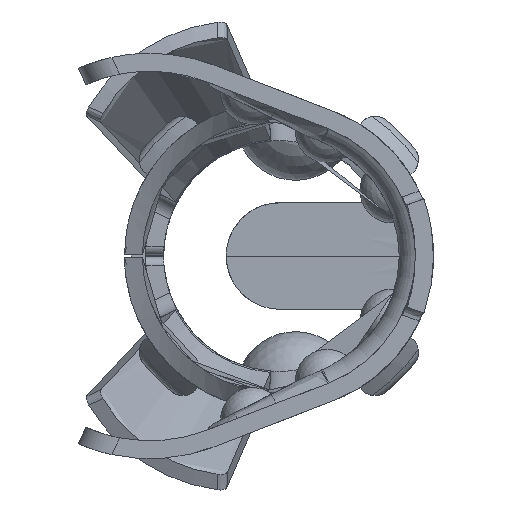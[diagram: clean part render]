
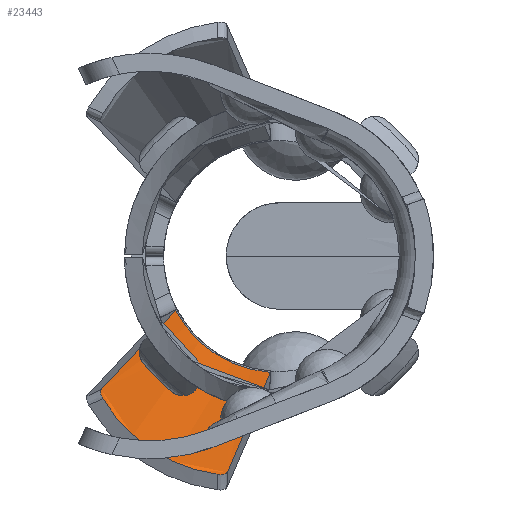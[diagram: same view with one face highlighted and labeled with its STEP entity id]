
A CAD part, left-side view. The second image highlights one B-rep face of the part: STEP entity #23443.
In plain terms, the highlighted free-form (B-spline) face has degree [3, 1] with [10, 2] control points.
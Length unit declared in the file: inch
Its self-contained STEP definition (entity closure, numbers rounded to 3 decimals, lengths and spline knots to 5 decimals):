
#350 = CARTESIAN_POINT ( 'NONE',  ( -0.33859, 0.11464, -0.06012 ) ) ;
#589 = CARTESIAN_POINT ( 'NONE',  ( -0.63, 0.16503, -0.19685 ) ) ;
#2119 = CARTESIAN_POINT ( 'NONE',  ( -0.33859, 0.11464, -0.06012 ) ) ;
#2166 = CARTESIAN_POINT ( 'NONE',  ( -0.63, 0.06764, -0.24233 ) ) ;
#2226 = B_SPLINE_SURFACE_WITH_KNOTS ( 'NONE', 3, 1, ( 
 ( #29528, #5777 ),
 ( #16338, #26917 ),
 ( #3173, #13749 ),
 ( #24312, #589 ),
 ( #11146, #21706 ),
 ( #32267, #8546 ),
 ( #19099, #29694 ),
 ( #5940, #16506 ),
 ( #27077, #3335 ),
 ( #13907, #24477 ) ),
 .UNSPECIFIED., .F., .F., .F.,
 ( 4, 2, 2, 2, 4 ),
 ( 2, 2 ),
 ( 0., 0.25, 0.5, 0.75, 1. ),
 ( 0., 1. ),
 .UNSPECIFIED. ) ;
#2930 = CARTESIAN_POINT ( 'NONE',  ( -0.33882, 0.08858, -0.09531 ) ) ;
#2971 = CARTESIAN_POINT ( 'NONE',  ( -0.6218, 0.19748, -0.14808 ) ) ;
#3010 = DIRECTION ( 'NONE',  ( -0.92, 0.155, -0.361 ) ) ;
#3173 = CARTESIAN_POINT ( 'NONE',  ( -0.335, 0.10267, -0.07722 ) ) ;
#3335 = CARTESIAN_POINT ( 'NONE',  ( -0.63, 0.07269, -0.24214 ) ) ;
#3662 = EDGE_LOOP ( 'NONE', ( #15663, #30864, #15598, #14535, #14175, #12749 ) ) ;
#4115 = EDGE_CURVE ( 'NONE', #24841, #13067, #23943, .T. ) ;
#4544 = CARTESIAN_POINT ( 'NONE',  ( -0.63, 0.19668, -0.15637 ) ) ;
#5184 = CARTESIAN_POINT ( 'NONE',  ( -0.4825, 0.15673, -0.10482 ) ) ;
#5341 = B_SPLINE_CURVE_WITH_KNOTS ( 'NONE', 3,
 ( #8140, #18697, #29278, #5534, #16093, #26672, #2930, #13506, #24072, #350 ),
 .UNSPECIFIED., .F., .F.,
 ( 4, 2, 2, 2, 4 ),
 ( 0., 0.00084, 0.00168, 0.00252, 0.00336 ),
 .UNSPECIFIED. ) ;
#5534 = CARTESIAN_POINT ( 'NONE',  ( -0.33882, 0.05198, -0.11927 ) ) ;
#5777 = CARTESIAN_POINT ( 'NONE',  ( -0.63, 0.19988, -0.15063 ) ) ;
#5940 = CARTESIAN_POINT ( 'NONE',  ( -0.335, 0.03, -0.12492 ) ) ;
#6013 = VECTOR ( 'NONE', #3010, 39.37008 ) ;
#6080 = DIRECTION ( 'NONE',  ( 0., 0., -1. ) ) ;
#6768 = CARTESIAN_POINT ( 'NONE',  ( -0.6218, 0.05728, -0.2401 ) ) ;
#7139 = CARTESIAN_POINT ( 'NONE',  ( -0.62407, 0.19814, -0.14879 ) ) ;
#7334 = AXIS2_PLACEMENT_3D ( 'NONE', #19242, #29835, #6080 ) ;
#8140 = CARTESIAN_POINT ( 'NONE',  ( -0.33859, 0.00953, -0.1291 ) ) ;
#8546 = CARTESIAN_POINT ( 'NONE',  ( -0.63, 0.12851, -0.22313 ) ) ;
#9363 = CARTESIAN_POINT ( 'NONE',  ( -0.62916, 0.06275, -0.24259 ) ) ;
#10064 = VECTOR ( 'NONE', #15750, 39.37008 ) ;
#10539 = EDGE_CURVE ( 'NONE', #17731, #14147, #16176, .T. ) ;
#10600 = CARTESIAN_POINT ( 'NONE',  ( -0.63, 0.1954, -0.15848 ) ) ;
#10957 = CARTESIAN_POINT ( 'NONE',  ( -0.33859, 0.00953, -0.1291 ) ) ;
#11146 = CARTESIAN_POINT ( 'NONE',  ( -0.335, 0.07955, -0.1009 ) ) ;
#11554 = VERTEX_POINT ( 'NONE', #2119 ) ;
#11715 = B_SPLINE_CURVE_WITH_KNOTS ( 'NONE', 3,
 ( #30878, #7139, #17699, #28271, #4544, #15115 ),
 .UNSPECIFIED., .F., .F.,
 ( 4, 2, 4 ),
 ( 0., 0.00019, 0.00037 ),
 .UNSPECIFIED. ) ;
#12749 = ORIENTED_EDGE ( 'NONE', *, *, #33740, .T. ) ;
#13067 = VERTEX_POINT ( 'NONE', #2166 ) ;
#13506 = CARTESIAN_POINT ( 'NONE',  ( -0.33873, 0.10325, -0.07905 ) ) ;
#13749 = CARTESIAN_POINT ( 'NONE',  ( -0.63, 0.18486, -0.17502 ) ) ;
#13907 = CARTESIAN_POINT ( 'NONE',  ( -0.335, 0.00893, -0.12769 ) ) ;
#14147 = VERTEX_POINT ( 'NONE', #20653 ) ;
#14175 = ORIENTED_EDGE ( 'NONE', *, *, #4115, .T. ) ;
#14535 = ORIENTED_EDGE ( 'NONE', *, *, #30827, .T. ) ;
#15115 = CARTESIAN_POINT ( 'NONE',  ( -0.63, 0.1954, -0.15848 ) ) ;
#15598 = ORIENTED_EDGE ( 'NONE', *, *, #20608, .T. ) ;
#15663 = ORIENTED_EDGE ( 'NONE', *, *, #10539, .F. ) ;
#15750 = DIRECTION ( 'NONE',  ( -0.92, 0.269, -0.286 ) ) ;
#16093 = CARTESIAN_POINT ( 'NONE',  ( -0.33883, 0.06175, -0.11456 ) ) ;
#16176 = LINE ( 'NONE', #26756, #6013 ) ;
#16338 = CARTESIAN_POINT ( 'NONE',  ( -0.335, 0.10878, -0.06826 ) ) ;
#16506 = CARTESIAN_POINT ( 'NONE',  ( -0.63, 0.08701, -0.23923 ) ) ;
#17699 = CARTESIAN_POINT ( 'NONE',  ( -0.62618, 0.19832, -0.15028 ) ) ;
#17731 = VERTEX_POINT ( 'NONE', #10957 ) ;
#18697 = CARTESIAN_POINT ( 'NONE',  ( -0.33868, 0.02053, -0.12836 ) ) ;
#18938 = FACE_OUTER_BOUND ( 'NONE', #3662, .T. ) ;
#19099 = CARTESIAN_POINT ( 'NONE',  ( -0.335, 0.05079, -0.118 ) ) ;
#19242 = CARTESIAN_POINT ( 'NONE',  ( -0.63, 0.04392, -0.06693 ) ) ;
#19929 = CARTESIAN_POINT ( 'NONE',  ( -0.62618, 0.05896, -0.24174 ) ) ;
#20608 = EDGE_CURVE ( 'NONE', #11554, #21660, #28919, .T. ) ;
#20649 = EDGE_CURVE ( 'NONE', #17731, #11554, #5341, .T. ) ;
#20653 = CARTESIAN_POINT ( 'NONE',  ( -0.6218, 0.05728, -0.2401 ) ) ;
#21660 = VERTEX_POINT ( 'NONE', #2971 ) ;
#21706 = CARTESIAN_POINT ( 'NONE',  ( -0.63, 0.15356, -0.20668 ) ) ;
#22548 = CARTESIAN_POINT ( 'NONE',  ( -0.63, 0.06764, -0.24233 ) ) ;
#23443 = ADVANCED_FACE ( 'NONE', ( #18938 ), #2226, .F. ) ;
#23943 = CIRCLE ( 'NONE', #7334, 0.177 ) ;
#24072 = CARTESIAN_POINT ( 'NONE',  ( -0.33868, 0.10959, -0.06991 ) ) ;
#24312 = CARTESIAN_POINT ( 'NONE',  ( -0.335, 0.08805, -0.09355 ) ) ;
#24477 = CARTESIAN_POINT ( 'NONE',  ( -0.63, 0.05866, -0.24331 ) ) ;
#24841 = VERTEX_POINT ( 'NONE', #10600 ) ;
#25578 = B_SPLINE_CURVE_WITH_KNOTS ( 'NONE', 3,
 ( #22548, #33103, #9363, #19929, #30503, #6768 ),
 .UNSPECIFIED., .F., .F.,
 ( 4, 2, 4 ),
 ( 0., 0.00019, 0.00037 ),
 .UNSPECIFIED. ) ;
#26672 = CARTESIAN_POINT ( 'NONE',  ( -0.33883, 0.08022, -0.10248 ) ) ;
#26756 = CARTESIAN_POINT ( 'NONE',  ( -0.4825, 0.03379, -0.1855 ) ) ;
#26917 = CARTESIAN_POINT ( 'NONE',  ( -0.63, 0.19322, -0.16303 ) ) ;
#27077 = CARTESIAN_POINT ( 'NONE',  ( -0.335, 0.01934, -0.12696 ) ) ;
#28271 = CARTESIAN_POINT ( 'NONE',  ( -0.62916, 0.19758, -0.15409 ) ) ;
#28919 = LINE ( 'NONE', #5184, #10064 ) ;
#29278 = CARTESIAN_POINT ( 'NONE',  ( -0.33873, 0.03144, -0.12617 ) ) ;
#29528 = CARTESIAN_POINT ( 'NONE',  ( -0.335, 0.11359, -0.059 ) ) ;
#29694 = CARTESIAN_POINT ( 'NONE',  ( -0.63, 0.11493, -0.22973 ) ) ;
#29835 = DIRECTION ( 'NONE',  ( -1., 0., 0. ) ) ;
#30503 = CARTESIAN_POINT ( 'NONE',  ( -0.62407, 0.05766, -0.24099 ) ) ;
#30827 = EDGE_CURVE ( 'NONE', #21660, #24841, #11715, .T. ) ;
#30864 = ORIENTED_EDGE ( 'NONE', *, *, #20649, .T. ) ;
#30878 = CARTESIAN_POINT ( 'NONE',  ( -0.6218, 0.19748, -0.14808 ) ) ;
#32267 = CARTESIAN_POINT ( 'NONE',  ( -0.335, 0.06091, -0.11313 ) ) ;
#33103 = CARTESIAN_POINT ( 'NONE',  ( -0.63, 0.0652, -0.24266 ) ) ;
#33740 = EDGE_CURVE ( 'NONE', #13067, #14147, #25578, .T. ) ;
